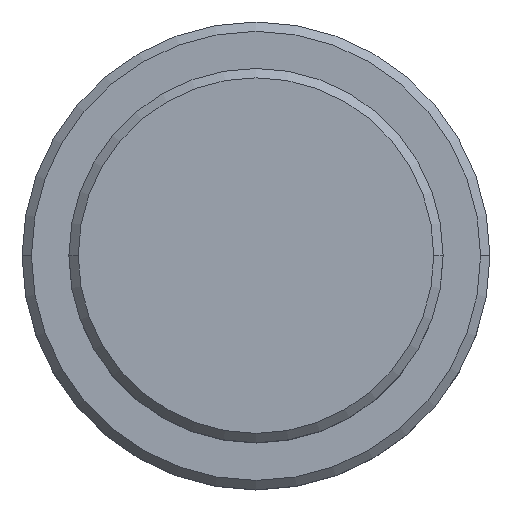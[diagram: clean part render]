
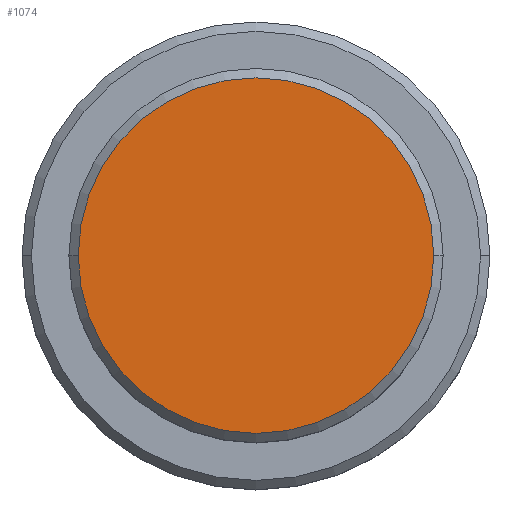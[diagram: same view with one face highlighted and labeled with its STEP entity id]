
A CAD part, top view. The second image highlights one B-rep face of the part: STEP entity #1074.
In plain terms, the highlighted planar face has unit normal (0, 0, 1).
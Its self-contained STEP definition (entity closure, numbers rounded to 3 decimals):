
#74 = PLANE ( 'NONE',  #1129 ) ;
#140 = VERTEX_POINT ( 'NONE', #1367 ) ;
#174 = AXIS2_PLACEMENT_3D ( 'NONE', #857, #958, #633 ) ;
#209 = EDGE_CURVE ( 'NONE', #140, #1238, #465, .T. ) ;
#275 = EDGE_CURVE ( 'NONE', #1238, #140, #1016, .T. ) ;
#294 = CARTESIAN_POINT ( 'NONE',  ( 0., 0., 0. ) ) ;
#402 = DIRECTION ( 'NONE',  ( 0., 0., 1. ) ) ;
#427 = CARTESIAN_POINT ( 'NONE',  ( -9.5, 0., 0. ) ) ;
#465 = CIRCLE ( 'NONE', #1337, 9.5 ) ;
#475 = ORIENTED_EDGE ( 'NONE', *, *, #209, .T. ) ;
#499 = DIRECTION ( 'NONE',  ( 1., 0., 0. ) ) ;
#575 = ORIENTED_EDGE ( 'NONE', *, *, #275, .T. ) ;
#633 = DIRECTION ( 'NONE',  ( 1., 0., 0. ) ) ;
#713 = DIRECTION ( 'NONE',  ( 0., 0., 1. ) ) ;
#841 = FACE_OUTER_BOUND ( 'NONE', #954, .T. ) ;
#857 = CARTESIAN_POINT ( 'NONE',  ( 0., 0., 0. ) ) ;
#954 = EDGE_LOOP ( 'NONE', ( #575, #475 ) ) ;
#958 = DIRECTION ( 'NONE',  ( 0., 0., 1. ) ) ;
#1016 = CIRCLE ( 'NONE', #174, 9.5 ) ;
#1074 = ADVANCED_FACE ( 'NONE', ( #841 ), #74, .T. ) ;
#1078 = DIRECTION ( 'NONE',  ( 1., 0., 0. ) ) ;
#1129 = AXIS2_PLACEMENT_3D ( 'NONE', #294, #713, #499 ) ;
#1238 = VERTEX_POINT ( 'NONE', #427 ) ;
#1297 = CARTESIAN_POINT ( 'NONE',  ( 0., 0., 0. ) ) ;
#1337 = AXIS2_PLACEMENT_3D ( 'NONE', #1297, #402, #1078 ) ;
#1367 = CARTESIAN_POINT ( 'NONE',  ( 9.5, 0., 0. ) ) ;
